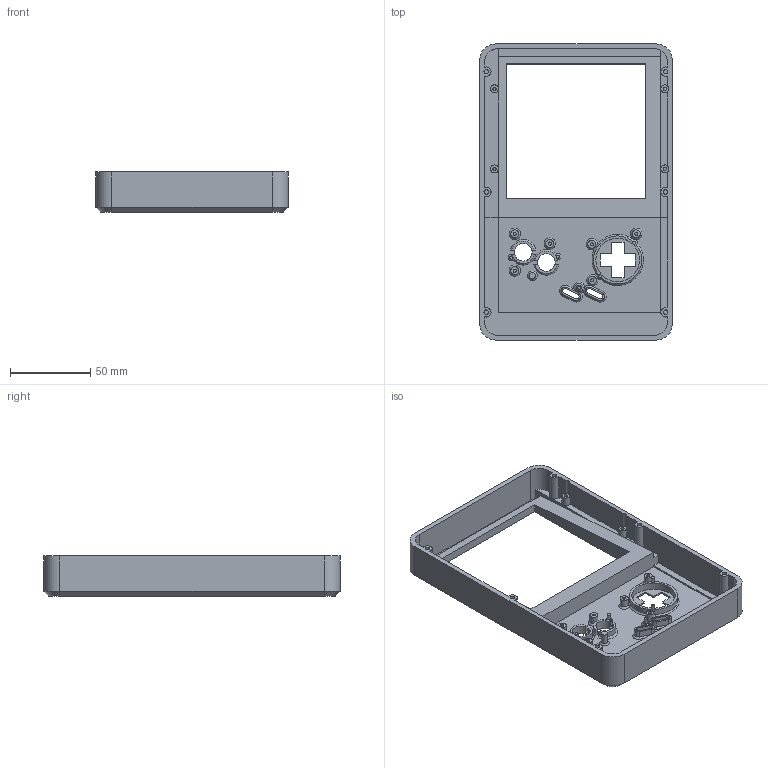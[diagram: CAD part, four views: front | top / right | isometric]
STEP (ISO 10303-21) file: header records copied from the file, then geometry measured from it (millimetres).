
FILE_DESCRIPTION(/* description */ (''),/* implementation_level */ '2;1');
FILE_NAME(/* name */ 'gameboy_xl_case_top.step',/* time_stamp */ '2023-06-01T19:02:04-05:00',/* author */ (''),/* organization */ (''),/* preprocessor_version */ 'ST-DEVELOPER v19.2',/* originating_system */ 'Autodesk Translation Framework v12.4.0.73',/* authorisation */ '');
FILE_SCHEMA (('AUTOMOTIVE_DESIGN { 1 0 10303 214 3 1 1 }'));
Length unit declared in the file: millimetre
Products named in the file (1): top_with_controls
Bounding box: 120 x 184.75 x 25 mm (x, y, z)
Volume: 99300.4 mm3; surface area: 63999.6 mm2
Topology: 1 solids, 2 shells, 267 faces, 638 edges, 398 vertices
Faces by surface type: plane 152, cylinder 76, cone 33, bspline 6
Full cylindrical faces by diameter (mm): 2 x15, 2.8 x6, 4 x1, 5 x9, 11 x2, 27.2 x1
Entity records: 7848 total; most frequent: CARTESIAN_POINT 1478, DIRECTION 1363, ORIENTED_EDGE 1278, EDGE_CURVE 639, AXIS2_PLACEMENT_3D 489, VERTEX_POINT 398, LINE 385, VECTOR 385
